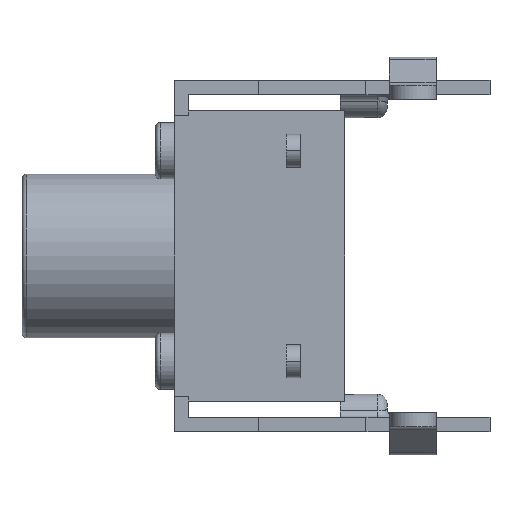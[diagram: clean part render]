
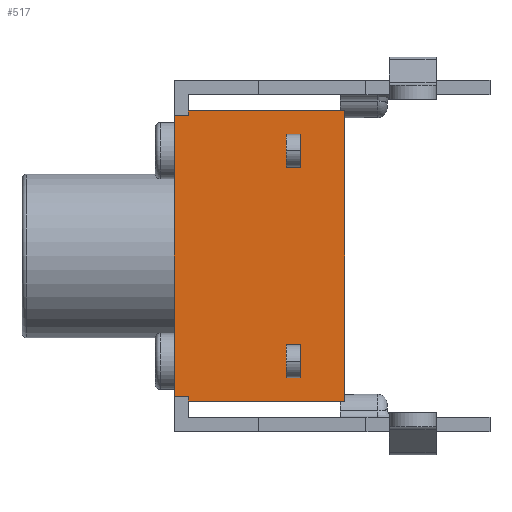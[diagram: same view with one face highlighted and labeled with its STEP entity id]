
A CAD part, left-side view. The second image highlights one B-rep face of the part: STEP entity #517.
In plain terms, the highlighted planar face has unit normal (-1, 0, 0).
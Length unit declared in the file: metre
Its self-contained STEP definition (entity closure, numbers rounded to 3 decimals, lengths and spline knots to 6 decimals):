
#517 = ADVANCED_FACE( '', ( #1149, #1150, #1151 ), #1152, .T. );
#1149 = FACE_OUTER_BOUND( '', #1917, .T. );
#1150 = FACE_BOUND( '', #1918, .T. );
#1151 = FACE_BOUND( '', #1919, .T. );
#1152 = PLANE( '', #1920 );
#1319 = EDGE_CURVE( '', #2310, #2312, #2313, .T. );
#1324 = EDGE_CURVE( '', #2319, #2321, #2322, .T. );
#1344 = EDGE_CURVE( '', #2356, #2358, #2359, .T. );
#1372 = EDGE_CURVE( '', #2408, #2410, #2411, .T. );
#1398 = EDGE_CURVE( '', #2312, #2455, #2456, .T. );
#1431 = EDGE_CURVE( '', #2455, #2511, #2512, .T. );
#1457 = EDGE_CURVE( '', #2551, #2356, #2553, .T. );
#1461 = EDGE_CURVE( '', #2310, #2511, #2559, .T. );
#1492 = EDGE_CURVE( '', #2410, #2319, #2607, .T. );
#1498 = EDGE_CURVE( '', #2408, #2321, #2613, .T. );
#1523 = EDGE_CURVE( '', #2551, #2648, #2649, .T. );
#1917 = EDGE_LOOP( '', ( #2921, #2922, #2923, #2924, #2925, #2926, #2927, #2928 ) );
#1918 = EDGE_LOOP( '', ( #2929, #2930, #2931, #2932 ) );
#1919 = EDGE_LOOP( '', ( #2933, #2934, #2935, #2936 ) );
#1920 = AXIS2_PLACEMENT_3D( '', #2937, #2938, #2939 );
#2310 = VERTEX_POINT( '', #3546 );
#2312 = VERTEX_POINT( '', #3549 );
#2313 = LINE( '', #3550, #3551 );
#2319 = VERTEX_POINT( '', #3558 );
#2321 = VERTEX_POINT( '', #3561 );
#2322 = LINE( '', #3562, #3563 );
#2356 = VERTEX_POINT( '', #3610 );
#2358 = VERTEX_POINT( '', #3613 );
#2359 = LINE( '', #3614, #3615 );
#2408 = VERTEX_POINT( '', #3677 );
#2410 = VERTEX_POINT( '', #3680 );
#2411 = LINE( '', #3681, #3682 );
#2455 = VERTEX_POINT( '', #3742 );
#2456 = LINE( '', #3743, #3744 );
#2511 = VERTEX_POINT( '', #3820 );
#2512 = LINE( '', #3821, #3822 );
#2551 = VERTEX_POINT( '', #3874 );
#2553 = LINE( '', #3877, #3878 );
#2559 = LINE( '', #3884, #3885 );
#2607 = LINE( '', #3979, #3980 );
#2613 = LINE( '', #3989, #3990 );
#2648 = VERTEX_POINT( '', #4041 );
#2649 = LINE( '', #4042, #4043 );
#2921 = ORIENTED_EDGE( '', *, *, #4273, .T. );
#2922 = ORIENTED_EDGE( '', *, *, #4299, .T. );
#2923 = ORIENTED_EDGE( '', *, *, #1344, .F. );
#2924 = ORIENTED_EDGE( '', *, *, #1457, .F. );
#2925 = ORIENTED_EDGE( '', *, *, #1523, .T. );
#2926 = ORIENTED_EDGE( '', *, *, #4300, .T. );
#2927 = ORIENTED_EDGE( '', *, *, #4301, .F. );
#2928 = ORIENTED_EDGE( '', *, *, #4302, .F. );
#2929 = ORIENTED_EDGE( '', *, *, #1319, .F. );
#2930 = ORIENTED_EDGE( '', *, *, #1461, .T. );
#2931 = ORIENTED_EDGE( '', *, *, #1431, .F. );
#2932 = ORIENTED_EDGE( '', *, *, #1398, .F. );
#2933 = ORIENTED_EDGE( '', *, *, #1324, .F. );
#2934 = ORIENTED_EDGE( '', *, *, #1492, .F. );
#2935 = ORIENTED_EDGE( '', *, *, #1372, .F. );
#2936 = ORIENTED_EDGE( '', *, *, #1498, .T. );
#2937 = CARTESIAN_POINT( '', ( -0.0031, 0.0036, -0.003 ) );
#2938 = DIRECTION( '', ( -1., 0., 0. ) );
#2939 = DIRECTION( '', ( 0., 0., 1. ) );
#3546 = CARTESIAN_POINT( '', ( -0.0031, 0.0009, -0.0026 ) );
#3549 = CARTESIAN_POINT( '', ( -0.0031, 0.0009, -0.0019 ) );
#3550 = CARTESIAN_POINT( '', ( -0.0031, 0.0009, -0.0026 ) );
#3551 = VECTOR( '', #4413, 1. );
#3558 = CARTESIAN_POINT( '', ( -0.0031, 0.0012, 0.0026 ) );
#3561 = CARTESIAN_POINT( '', ( -0.0031, 0.0012, 0.0019 ) );
#3562 = CARTESIAN_POINT( '', ( -0.0031, 0.0012, 0.0026 ) );
#3563 = VECTOR( '', #4419, 1. );
#3610 = CARTESIAN_POINT( '', ( -0.0031, 0.0036, 0.003 ) );
#3613 = CARTESIAN_POINT( '', ( -0.0031, 0.0033, 0.003 ) );
#3614 = CARTESIAN_POINT( '', ( -0.0031, 0.0036, 0.003 ) );
#3615 = VECTOR( '', #4440, 1. );
#3677 = CARTESIAN_POINT( '', ( -0.0031, 0.0009, 0.0019 ) );
#3680 = CARTESIAN_POINT( '', ( -0.0031, 0.0009, 0.0026 ) );
#3681 = CARTESIAN_POINT( '', ( -0.0031, 0.0009, 0.0019 ) );
#3682 = VECTOR( '', #4482, 1. );
#3742 = CARTESIAN_POINT( '', ( -0.0031, 0.0012, -0.0019 ) );
#3743 = CARTESIAN_POINT( '', ( -0.0031, 0.0009, -0.0019 ) );
#3744 = VECTOR( '', #4511, 1. );
#3820 = CARTESIAN_POINT( '', ( -0.0031, 0.0012, -0.0026 ) );
#3821 = CARTESIAN_POINT( '', ( -0.0031, 0.0012, -0.0019 ) );
#3822 = VECTOR( '', #4551, 1. );
#3874 = CARTESIAN_POINT( '', ( -0.0031, 0.0036, -0.003 ) );
#3877 = CARTESIAN_POINT( '', ( -0.0031, 0.0036, -0.003 ) );
#3878 = VECTOR( '', #4584, 1. );
#3884 = CARTESIAN_POINT( '', ( -0.0031, 0.0009, -0.0026 ) );
#3885 = VECTOR( '', #4591, 1. );
#3979 = CARTESIAN_POINT( '', ( -0.0031, 0.0009, 0.0026 ) );
#3980 = VECTOR( '', #4617, 1. );
#3989 = CARTESIAN_POINT( '', ( -0.0031, 0.0009, 0.0019 ) );
#3990 = VECTOR( '', #4621, 1. );
#4041 = CARTESIAN_POINT( '', ( -0.0031, 0.0033, -0.003 ) );
#4042 = CARTESIAN_POINT( '', ( -0.0031, 0.0036, -0.003 ) );
#4043 = VECTOR( '', #4641, 1. );
#4273 = EDGE_CURVE( '', #4782, #4780, #4783, .T. );
#4299 = EDGE_CURVE( '', #4780, #2358, #4830, .T. );
#4300 = EDGE_CURVE( '', #2648, #4831, #4832, .T. );
#4301 = EDGE_CURVE( '', #4833, #4831, #4834, .T. );
#4302 = EDGE_CURVE( '', #4782, #4833, #4835, .T. );
#4413 = DIRECTION( '', ( 0., 0., 1. ) );
#4419 = DIRECTION( '', ( 0., 0., -1. ) );
#4440 = DIRECTION( '', ( 0., -1., 0. ) );
#4482 = DIRECTION( '', ( 0., 0., 1. ) );
#4511 = DIRECTION( '', ( 0., 1., 0. ) );
#4551 = DIRECTION( '', ( 0., 0., -1. ) );
#4584 = DIRECTION( '', ( 0., 0., 1. ) );
#4591 = DIRECTION( '', ( 0., 1., 0. ) );
#4617 = DIRECTION( '', ( 0., 1., 0. ) );
#4621 = DIRECTION( '', ( 0., 1., 0. ) );
#4641 = DIRECTION( '', ( 0., -1., 0. ) );
#4780 = VERTEX_POINT( '', #5152 );
#4782 = VERTEX_POINT( '', #5155 );
#4783 = LINE( '', #5156, #5157 );
#4830 = LINE( '', #5228, #5229 );
#4831 = VERTEX_POINT( '', #5230 );
#4832 = LINE( '', #5231, #5232 );
#4833 = VERTEX_POINT( '', #5233 );
#4834 = LINE( '', #5234, #5235 );
#4835 = LINE( '', #5236, #5237 );
#5152 = CARTESIAN_POINT( '', ( -0.0031, 0.0033, 0.0031 ) );
#5155 = CARTESIAN_POINT( '', ( -0.0031, -0.00005, 0.0031 ) );
#5156 = CARTESIAN_POINT( '', ( -0.0031, -0.00005, 0.0031 ) );
#5157 = VECTOR( '', #5549, 1. );
#5228 = CARTESIAN_POINT( '', ( -0.0031, 0.0033, 0.0031 ) );
#5229 = VECTOR( '', #5590, 1. );
#5230 = CARTESIAN_POINT( '', ( -0.0031, 0.0033, -0.0031 ) );
#5231 = CARTESIAN_POINT( '', ( -0.0031, 0.0033, -0.003 ) );
#5232 = VECTOR( '', #5591, 1. );
#5233 = CARTESIAN_POINT( '', ( -0.0031, -0.00005, -0.0031 ) );
#5234 = CARTESIAN_POINT( '', ( -0.0031, -0.00005, -0.0031 ) );
#5235 = VECTOR( '', #5592, 1. );
#5236 = CARTESIAN_POINT( '', ( -0.0031, -0.00005, 0.0031 ) );
#5237 = VECTOR( '', #5593, 1. );
#5549 = DIRECTION( '', ( 0., 1., 0. ) );
#5590 = DIRECTION( '', ( 0., 0., -1. ) );
#5591 = DIRECTION( '', ( 0., 0., -1. ) );
#5592 = DIRECTION( '', ( 0., 1., 0. ) );
#5593 = DIRECTION( '', ( 0., 0., -1. ) );
